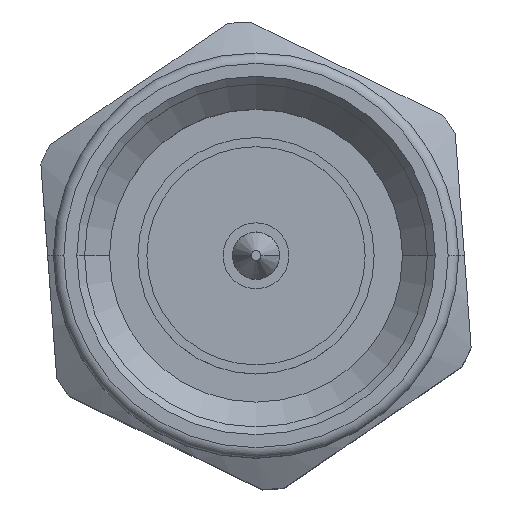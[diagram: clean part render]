
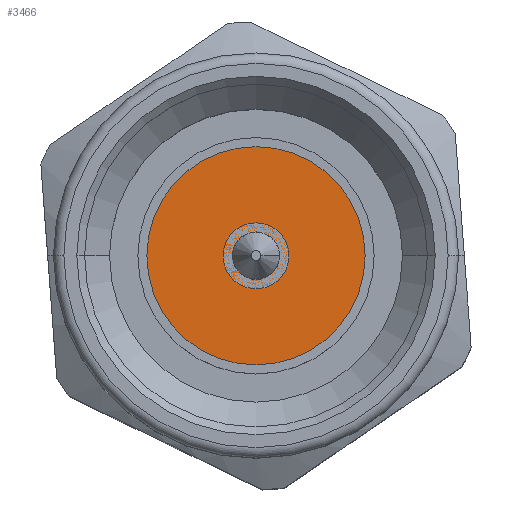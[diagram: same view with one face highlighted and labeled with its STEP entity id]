
A CAD part, top view. The second image highlights one B-rep face of the part: STEP entity #3466.
In plain terms, the highlighted planar face has unit normal (0, 0, 1).
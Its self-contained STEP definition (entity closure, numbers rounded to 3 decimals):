
#136 = AXIS2_PLACEMENT_3D ( 'NONE', #201, #3866, #2028 ) ;
#201 = CARTESIAN_POINT ( 'NONE',  ( 0., 0., 6.09 ) ) ;
#235 = EDGE_CURVE ( 'NONE', #2942, #3768, #2693, .T. ) ;
#236 = ORIENTED_EDGE ( 'NONE', *, *, #235, .T. ) ;
#326 = ORIENTED_EDGE ( 'NONE', *, *, #1328, .T. ) ;
#337 = CARTESIAN_POINT ( 'NONE',  ( -2.101, 0., 6.09 ) ) ;
#367 = AXIS2_PLACEMENT_3D ( 'NONE', #1136, #1403, #3859 ) ;
#1136 = CARTESIAN_POINT ( 'NONE',  ( 0., 0., 6.09 ) ) ;
#1328 = EDGE_CURVE ( 'NONE', #3768, #2942, #3045, .T. ) ;
#1403 = DIRECTION ( 'NONE',  ( 0., 0., 1. ) ) ;
#1602 = AXIS2_PLACEMENT_3D ( 'NONE', #2845, #3174, #2256 ) ;
#1787 = CARTESIAN_POINT ( 'NONE',  ( 2.101, 0., 6.09 ) ) ;
#2028 = DIRECTION ( 'NONE',  ( 1., 0., 0. ) ) ;
#2043 = PLANE ( 'NONE',  #136 ) ;
#2256 = DIRECTION ( 'NONE',  ( 1., 0., 0. ) ) ;
#2361 = EDGE_LOOP ( 'NONE', ( #236, #326 ) ) ;
#2426 = FACE_OUTER_BOUND ( 'NONE', #2361, .T. ) ;
#2693 = CIRCLE ( 'NONE', #1602, 2.101 ) ;
#2845 = CARTESIAN_POINT ( 'NONE',  ( 0., 0., 6.09 ) ) ;
#2942 = VERTEX_POINT ( 'NONE', #1787 ) ;
#3045 = CIRCLE ( 'NONE', #367, 2.101 ) ;
#3174 = DIRECTION ( 'NONE',  ( 0., 0., 1. ) ) ;
#3466 = ADVANCED_FACE ( 'NONE', ( #2426 ), #2043, .T. ) ;
#3768 = VERTEX_POINT ( 'NONE', #337 ) ;
#3859 = DIRECTION ( 'NONE',  ( 1., 0., 0. ) ) ;
#3866 = DIRECTION ( 'NONE',  ( 0., 0., 1. ) ) ;
